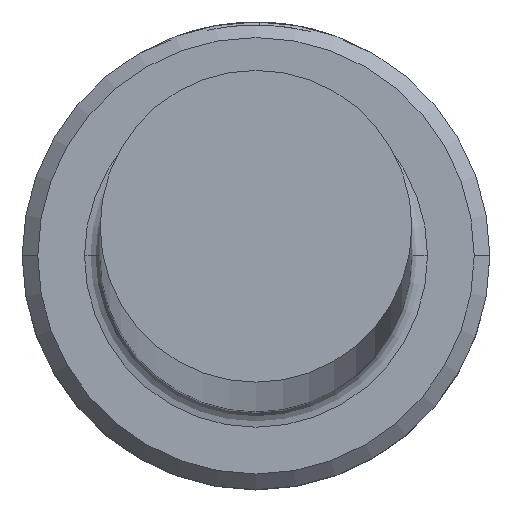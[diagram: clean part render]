
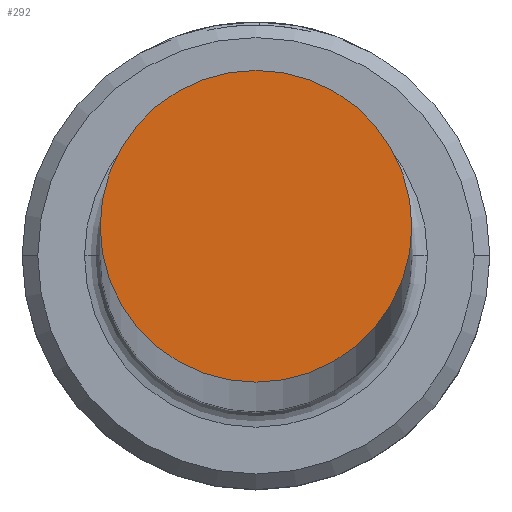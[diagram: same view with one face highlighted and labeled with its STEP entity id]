
A CAD part, top view. The second image highlights one B-rep face of the part: STEP entity #292.
In plain terms, the highlighted planar face has unit normal (0, 0, 1).
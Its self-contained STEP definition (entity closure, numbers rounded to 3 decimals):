
#3 = CIRCLE ( 'NONE', #62, 5. ) ;
#62 = AXIS2_PLACEMENT_3D ( 'NONE', #978, #410, #1062 ) ;
#71 = ORIENTED_EDGE ( 'NONE', *, *, #1120, .T. ) ;
#118 = DIRECTION ( 'NONE',  ( 0., 0., 1. ) ) ;
#119 = EDGE_LOOP ( 'NONE', ( #71, #316 ) ) ;
#190 = CIRCLE ( 'NONE', #1065, 5. ) ;
#224 = VERTEX_POINT ( 'NONE', #492 ) ;
#267 = PLANE ( 'NONE',  #418 ) ;
#292 = ADVANCED_FACE ( 'NONE', ( #1122 ), #267, .T. ) ;
#316 = ORIENTED_EDGE ( 'NONE', *, *, #748, .T. ) ;
#410 = DIRECTION ( 'NONE',  ( 0., 0., 1. ) ) ;
#418 = AXIS2_PLACEMENT_3D ( 'NONE', #906, #524, #438 ) ;
#438 = DIRECTION ( 'NONE',  ( 1., 0., 0. ) ) ;
#492 = CARTESIAN_POINT ( 'NONE',  ( -5., 0., 550. ) ) ;
#524 = DIRECTION ( 'NONE',  ( 0., 0., 1. ) ) ;
#672 = CARTESIAN_POINT ( 'NONE',  ( 0., 0., 550. ) ) ;
#748 = EDGE_CURVE ( 'NONE', #1161, #224, #3, .T. ) ;
#759 = DIRECTION ( 'NONE',  ( 1., 0., 0. ) ) ;
#906 = CARTESIAN_POINT ( 'NONE',  ( 0., 0., 550. ) ) ;
#961 = CARTESIAN_POINT ( 'NONE',  ( 5., 0., 550. ) ) ;
#978 = CARTESIAN_POINT ( 'NONE',  ( 0., 0., 550. ) ) ;
#1062 = DIRECTION ( 'NONE',  ( 1., 0., 0. ) ) ;
#1065 = AXIS2_PLACEMENT_3D ( 'NONE', #672, #118, #759 ) ;
#1120 = EDGE_CURVE ( 'NONE', #224, #1161, #190, .T. ) ;
#1122 = FACE_OUTER_BOUND ( 'NONE', #119, .T. ) ;
#1161 = VERTEX_POINT ( 'NONE', #961 ) ;
